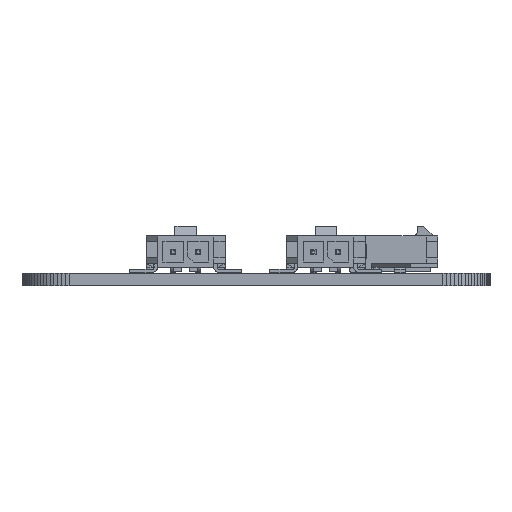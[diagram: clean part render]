
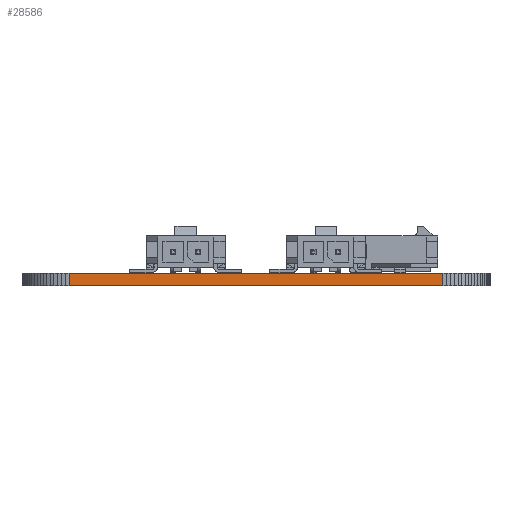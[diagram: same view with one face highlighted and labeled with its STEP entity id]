
A CAD part, left-side view. The second image highlights one B-rep face of the part: STEP entity #28586.
In plain terms, the highlighted planar face has unit normal (-1, 0, 0).
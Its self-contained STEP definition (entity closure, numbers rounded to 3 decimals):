
#15948 = PLANE('',#15949);
#15949 = AXIS2_PLACEMENT_3D('',#15950,#15951,#15952);
#15950 = CARTESIAN_POINT('',(145.5,-108.75,1.58));
#15951 = DIRECTION('',(-0.,-0.,-1.));
#15952 = DIRECTION('',(-1.,0.,0.));
#16002 = PLANE('',#16003);
#16003 = AXIS2_PLACEMENT_3D('',#16004,#16005,#16006);
#16004 = CARTESIAN_POINT('',(145.5,-108.75,0.));
#16005 = DIRECTION('',(-0.,-0.,-1.));
#16006 = DIRECTION('',(-1.,0.,0.));
#18771 = VERTEX_POINT('',#18772);
#18772 = CARTESIAN_POINT('',(115.25,-131.5,0.));
#18786 = PLANE('',#18787);
#18787 = AXIS2_PLACEMENT_3D('',#18788,#18789,#18790);
#18788 = CARTESIAN_POINT('',(115.27,-131.975,0.));
#18789 = DIRECTION('',(-0.999,-0.041,0.));
#18790 = DIRECTION('',(-0.041,0.999,0.));
#18798 = EDGE_CURVE('',#18771,#18799,#18801,.T.);
#18799 = VERTEX_POINT('',#18800);
#18800 = CARTESIAN_POINT('',(115.25,-86.,0.));
#18801 = SURFACE_CURVE('',#18802,(#18806,#18813),.PCURVE_S1.);
#18802 = LINE('',#18803,#18804);
#18803 = CARTESIAN_POINT('',(115.25,-131.5,0.));
#18804 = VECTOR('',#18805,1.);
#18805 = DIRECTION('',(0.,1.,0.));
#18806 = PCURVE('',#16002,#18807);
#18807 = DEFINITIONAL_REPRESENTATION('',(#18808),#18812);
#18808 = LINE('',#18809,#18810);
#18809 = CARTESIAN_POINT('',(30.25,-22.75));
#18810 = VECTOR('',#18811,1.);
#18811 = DIRECTION('',(0.,1.));
#18812 = ( GEOMETRIC_REPRESENTATION_CONTEXT(2) 
PARAMETRIC_REPRESENTATION_CONTEXT() REPRESENTATION_CONTEXT('2D SPACE',''
  ) );
#18813 = PCURVE('',#18814,#18819);
#18814 = PLANE('',#18815);
#18815 = AXIS2_PLACEMENT_3D('',#18816,#18817,#18818);
#18816 = CARTESIAN_POINT('',(115.25,-131.5,0.));
#18817 = DIRECTION('',(-1.,0.,0.));
#18818 = DIRECTION('',(0.,1.,0.));
#18819 = DEFINITIONAL_REPRESENTATION('',(#18820),#18824);
#18820 = LINE('',#18821,#18822);
#18821 = CARTESIAN_POINT('',(0.,0.));
#18822 = VECTOR('',#18823,1.);
#18823 = DIRECTION('',(1.,0.));
#18824 = ( GEOMETRIC_REPRESENTATION_CONTEXT(2) 
PARAMETRIC_REPRESENTATION_CONTEXT() REPRESENTATION_CONTEXT('2D SPACE',''
  ) );
#18842 = PLANE('',#18843);
#18843 = AXIS2_PLACEMENT_3D('',#18844,#18845,#18846);
#18844 = CARTESIAN_POINT('',(115.25,-86.,0.));
#18845 = DIRECTION('',(-0.999,0.041,0.));
#18846 = DIRECTION('',(0.041,0.999,0.));
#23403 = VERTEX_POINT('',#23404);
#23404 = CARTESIAN_POINT('',(115.25,-131.5,1.58));
#23425 = EDGE_CURVE('',#23403,#23426,#23428,.T.);
#23426 = VERTEX_POINT('',#23427);
#23427 = CARTESIAN_POINT('',(115.25,-86.,1.58));
#23428 = SURFACE_CURVE('',#23429,(#23433,#23440),.PCURVE_S1.);
#23429 = LINE('',#23430,#23431);
#23430 = CARTESIAN_POINT('',(115.25,-131.5,1.58));
#23431 = VECTOR('',#23432,1.);
#23432 = DIRECTION('',(0.,1.,0.));
#23433 = PCURVE('',#15948,#23434);
#23434 = DEFINITIONAL_REPRESENTATION('',(#23435),#23439);
#23435 = LINE('',#23436,#23437);
#23436 = CARTESIAN_POINT('',(30.25,-22.75));
#23437 = VECTOR('',#23438,1.);
#23438 = DIRECTION('',(0.,1.));
#23439 = ( GEOMETRIC_REPRESENTATION_CONTEXT(2) 
PARAMETRIC_REPRESENTATION_CONTEXT() REPRESENTATION_CONTEXT('2D SPACE',''
  ) );
#23440 = PCURVE('',#18814,#23441);
#23441 = DEFINITIONAL_REPRESENTATION('',(#23442),#23446);
#23442 = LINE('',#23443,#23444);
#23443 = CARTESIAN_POINT('',(0.,-1.58));
#23444 = VECTOR('',#23445,1.);
#23445 = DIRECTION('',(1.,0.));
#23446 = ( GEOMETRIC_REPRESENTATION_CONTEXT(2) 
PARAMETRIC_REPRESENTATION_CONTEXT() REPRESENTATION_CONTEXT('2D SPACE',''
  ) );
#28536 = EDGE_CURVE('',#18799,#23426,#28537,.T.);
#28537 = SURFACE_CURVE('',#28538,(#28542,#28549),.PCURVE_S1.);
#28538 = LINE('',#28539,#28540);
#28539 = CARTESIAN_POINT('',(115.25,-86.,0.));
#28540 = VECTOR('',#28541,1.);
#28541 = DIRECTION('',(0.,0.,1.));
#28542 = PCURVE('',#18842,#28543);
#28543 = DEFINITIONAL_REPRESENTATION('',(#28544),#28548);
#28544 = LINE('',#28545,#28546);
#28545 = CARTESIAN_POINT('',(0.,0.));
#28546 = VECTOR('',#28547,1.);
#28547 = DIRECTION('',(0.,-1.));
#28548 = ( GEOMETRIC_REPRESENTATION_CONTEXT(2) 
PARAMETRIC_REPRESENTATION_CONTEXT() REPRESENTATION_CONTEXT('2D SPACE',''
  ) );
#28549 = PCURVE('',#18814,#28550);
#28550 = DEFINITIONAL_REPRESENTATION('',(#28551),#28555);
#28551 = LINE('',#28552,#28553);
#28552 = CARTESIAN_POINT('',(45.5,0.));
#28553 = VECTOR('',#28554,1.);
#28554 = DIRECTION('',(0.,-1.));
#28555 = ( GEOMETRIC_REPRESENTATION_CONTEXT(2) 
PARAMETRIC_REPRESENTATION_CONTEXT() REPRESENTATION_CONTEXT('2D SPACE',''
  ) );
#28586 = ADVANCED_FACE('',(#28587),#18814,.T.);
#28587 = FACE_BOUND('',#28588,.T.);
#28588 = EDGE_LOOP('',(#28589,#28610,#28611,#28612));
#28589 = ORIENTED_EDGE('',*,*,#28590,.T.);
#28590 = EDGE_CURVE('',#18771,#23403,#28591,.T.);
#28591 = SURFACE_CURVE('',#28592,(#28596,#28603),.PCURVE_S1.);
#28592 = LINE('',#28593,#28594);
#28593 = CARTESIAN_POINT('',(115.25,-131.5,0.));
#28594 = VECTOR('',#28595,1.);
#28595 = DIRECTION('',(0.,0.,1.));
#28596 = PCURVE('',#18814,#28597);
#28597 = DEFINITIONAL_REPRESENTATION('',(#28598),#28602);
#28598 = LINE('',#28599,#28600);
#28599 = CARTESIAN_POINT('',(0.,0.));
#28600 = VECTOR('',#28601,1.);
#28601 = DIRECTION('',(0.,-1.));
#28602 = ( GEOMETRIC_REPRESENTATION_CONTEXT(2) 
PARAMETRIC_REPRESENTATION_CONTEXT() REPRESENTATION_CONTEXT('2D SPACE',''
  ) );
#28603 = PCURVE('',#18786,#28604);
#28604 = DEFINITIONAL_REPRESENTATION('',(#28605),#28609);
#28605 = LINE('',#28606,#28607);
#28606 = CARTESIAN_POINT('',(0.475,0.));
#28607 = VECTOR('',#28608,1.);
#28608 = DIRECTION('',(0.,-1.));
#28609 = ( GEOMETRIC_REPRESENTATION_CONTEXT(2) 
PARAMETRIC_REPRESENTATION_CONTEXT() REPRESENTATION_CONTEXT('2D SPACE',''
  ) );
#28610 = ORIENTED_EDGE('',*,*,#23425,.T.);
#28611 = ORIENTED_EDGE('',*,*,#28536,.F.);
#28612 = ORIENTED_EDGE('',*,*,#18798,.F.);
